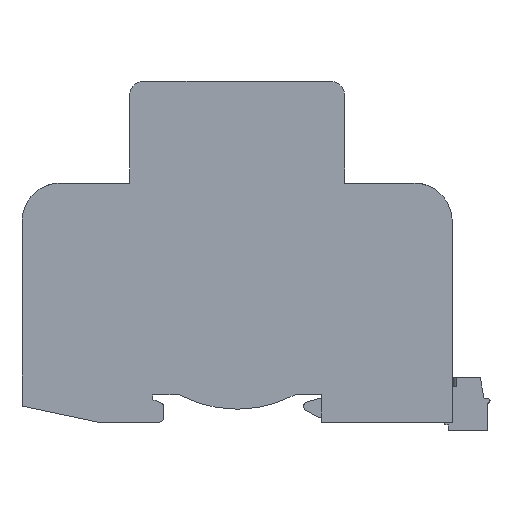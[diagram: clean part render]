
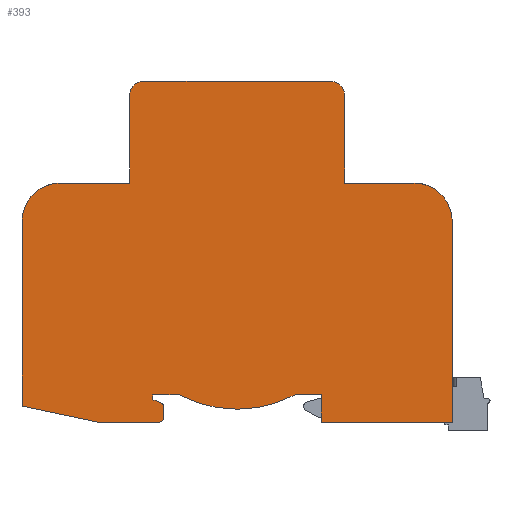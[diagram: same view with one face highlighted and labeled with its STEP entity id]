
A CAD part, left-side view. The second image highlights one B-rep face of the part: STEP entity #393.
In plain terms, the highlighted planar face has unit normal (-1, 0, 0).
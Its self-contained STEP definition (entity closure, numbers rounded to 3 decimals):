
#214=AXIS2_PLACEMENT_3D('Plane Axis2P3D',#211,#212,#213) ;
#225=AXIS2_PLACEMENT_3D('Circle Axis2P3D',#223,#224,$) ;
#246=AXIS2_PLACEMENT_3D('Circle Axis2P3D',#244,#245,$) ;
#260=AXIS2_PLACEMENT_3D('Circle Axis2P3D',#258,#259,$) ;
#281=AXIS2_PLACEMENT_3D('Circle Axis2P3D',#279,#280,$) ;
#309=AXIS2_PLACEMENT_3D('Circle Axis2P3D',#307,#308,$) ;
#323=AXIS2_PLACEMENT_3D('Circle Axis2P3D',#321,#322,$) ;
#351=AXIS2_PLACEMENT_3D('Circle Axis2P3D',#349,#350,$) ;
#36=CARTESIAN_POINT('Line Origine',(0.,7.9,22.8)) ;
#40=CARTESIAN_POINT('Vertex',(0.,7.9,1.8)) ;
#42=CARTESIAN_POINT('Vertex',(0.,7.9,43.8)) ;
#211=CARTESIAN_POINT('Axis2P3D Location',(0.,52.9,1.8)) ;
#216=CARTESIAN_POINT('Line Origine',(0.,21.575,1.8)) ;
#220=CARTESIAN_POINT('Vertex',(0.,35.25,1.8)) ;
#223=CARTESIAN_POINT('Axis2P3D Location',(0.,15.9,43.8)) ;
#227=CARTESIAN_POINT('Vertex',(0.,15.9,51.8)) ;
#230=CARTESIAN_POINT('Line Origine',(0.,23.15,51.8)) ;
#234=CARTESIAN_POINT('Vertex',(0.,30.4,51.8)) ;
#237=CARTESIAN_POINT('Line Origine',(0.,30.4,60.944)) ;
#241=CARTESIAN_POINT('Vertex',(0.,30.4,70.087)) ;
#244=CARTESIAN_POINT('Axis2P3D Location',(0.,33.4,70.087)) ;
#248=CARTESIAN_POINT('Vertex',(0.,33.4,73.087)) ;
#251=CARTESIAN_POINT('Line Origine',(0.,52.9,73.087)) ;
#255=CARTESIAN_POINT('Vertex',(0.,72.4,73.087)) ;
#258=CARTESIAN_POINT('Axis2P3D Location',(0.,72.4,70.087)) ;
#262=CARTESIAN_POINT('Vertex',(0.,75.4,70.087)) ;
#265=CARTESIAN_POINT('Line Origine',(0.,75.4,60.944)) ;
#269=CARTESIAN_POINT('Vertex',(0.,75.4,51.8)) ;
#272=CARTESIAN_POINT('Line Origine',(0.,82.65,51.8)) ;
#276=CARTESIAN_POINT('Vertex',(0.,89.9,51.8)) ;
#279=CARTESIAN_POINT('Axis2P3D Location',(0.,89.9,43.8)) ;
#283=CARTESIAN_POINT('Vertex',(0.,97.9,43.8)) ;
#286=CARTESIAN_POINT('Line Origine',(0.,97.9,24.469)) ;
#290=CARTESIAN_POINT('Vertex',(0.,97.9,5.137)) ;
#293=CARTESIAN_POINT('Line Origine',(0.,90.05,3.469)) ;
#297=CARTESIAN_POINT('Vertex',(0.,82.2,1.8)) ;
#300=CARTESIAN_POINT('Line Origine',(0.,75.725,1.8)) ;
#304=CARTESIAN_POINT('Vertex',(0.,69.25,1.8)) ;
#307=CARTESIAN_POINT('Axis2P3D Location',(0.,69.25,2.8)) ;
#311=CARTESIAN_POINT('Vertex',(0.,68.25,2.8)) ;
#314=CARTESIAN_POINT('Line Origine',(0.,68.25,3.859)) ;
#318=CARTESIAN_POINT('Vertex',(0.,68.25,4.917)) ;
#321=CARTESIAN_POINT('Axis2P3D Location',(0.,69.25,4.917)) ;
#325=CARTESIAN_POINT('Vertex',(0.,68.886,5.849)) ;
#328=CARTESIAN_POINT('Line Origine',(0.,69.718,6.174)) ;
#332=CARTESIAN_POINT('Vertex',(0.,70.55,6.5)) ;
#335=CARTESIAN_POINT('Line Origine',(0.,70.55,7.)) ;
#339=CARTESIAN_POINT('Vertex',(0.,70.55,7.5)) ;
#342=CARTESIAN_POINT('Line Origine',(0.,67.787,7.5)) ;
#346=CARTESIAN_POINT('Vertex',(0.,65.024,7.5)) ;
#349=CARTESIAN_POINT('Axis2P3D Location',(0.,52.9,30.5)) ;
#353=CARTESIAN_POINT('Vertex',(0.,40.776,7.5)) ;
#356=CARTESIAN_POINT('Line Origine',(0.,38.013,7.5)) ;
#360=CARTESIAN_POINT('Vertex',(0.,35.25,7.5)) ;
#363=CARTESIAN_POINT('Line Origine',(0.,35.25,4.65)) ;
#37=DIRECTION('Vector Direction',(0.,0.,1.)) ;
#212=DIRECTION('Axis2P3D Direction',(-1.,0.,0.)) ;
#213=DIRECTION('Axis2P3D XDirection',(0.,-1.,0.)) ;
#217=DIRECTION('Vector Direction',(0.,1.,0.)) ;
#224=DIRECTION('Axis2P3D Direction',(-1.,0.,0.)) ;
#231=DIRECTION('Vector Direction',(0.,1.,0.)) ;
#238=DIRECTION('Vector Direction',(0.,0.,1.)) ;
#245=DIRECTION('Axis2P3D Direction',(-1.,0.,0.)) ;
#252=DIRECTION('Vector Direction',(0.,1.,0.)) ;
#259=DIRECTION('Axis2P3D Direction',(-1.,0.,0.)) ;
#266=DIRECTION('Vector Direction',(0.,0.,1.)) ;
#273=DIRECTION('Vector Direction',(0.,1.,0.)) ;
#280=DIRECTION('Axis2P3D Direction',(-1.,0.,0.)) ;
#287=DIRECTION('Vector Direction',(0.,0.,-1.)) ;
#294=DIRECTION('Vector Direction',(0.,-0.978,-0.208)) ;
#301=DIRECTION('Vector Direction',(0.,1.,0.)) ;
#308=DIRECTION('Axis2P3D Direction',(-1.,0.,0.)) ;
#315=DIRECTION('Vector Direction',(0.,0.,-1.)) ;
#322=DIRECTION('Axis2P3D Direction',(-1.,0.,0.)) ;
#329=DIRECTION('Vector Direction',(0.,-0.931,-0.364)) ;
#336=DIRECTION('Vector Direction',(0.,0.,1.)) ;
#343=DIRECTION('Vector Direction',(0.,1.,0.)) ;
#350=DIRECTION('Axis2P3D Direction',(-1.,0.,0.)) ;
#357=DIRECTION('Vector Direction',(0.,1.,0.)) ;
#364=DIRECTION('Vector Direction',(0.,0.,-1.)) ;
#38=VECTOR('Line Direction',#37,1.) ;
#218=VECTOR('Line Direction',#217,1.) ;
#232=VECTOR('Line Direction',#231,1.) ;
#239=VECTOR('Line Direction',#238,1.) ;
#253=VECTOR('Line Direction',#252,1.) ;
#267=VECTOR('Line Direction',#266,1.) ;
#274=VECTOR('Line Direction',#273,1.) ;
#288=VECTOR('Line Direction',#287,1.) ;
#295=VECTOR('Line Direction',#294,1.) ;
#302=VECTOR('Line Direction',#301,1.) ;
#316=VECTOR('Line Direction',#315,1.) ;
#330=VECTOR('Line Direction',#329,1.) ;
#337=VECTOR('Line Direction',#336,1.) ;
#344=VECTOR('Line Direction',#343,1.) ;
#358=VECTOR('Line Direction',#357,1.) ;
#365=VECTOR('Line Direction',#364,1.) ;
#369=ORIENTED_EDGE('',*,*,#222,.T.) ;
#370=ORIENTED_EDGE('',*,*,#44,.T.) ;
#371=ORIENTED_EDGE('',*,*,#229,.T.) ;
#372=ORIENTED_EDGE('',*,*,#236,.T.) ;
#373=ORIENTED_EDGE('',*,*,#243,.T.) ;
#374=ORIENTED_EDGE('',*,*,#250,.T.) ;
#375=ORIENTED_EDGE('',*,*,#257,.T.) ;
#376=ORIENTED_EDGE('',*,*,#264,.T.) ;
#377=ORIENTED_EDGE('',*,*,#271,.F.) ;
#378=ORIENTED_EDGE('',*,*,#278,.T.) ;
#379=ORIENTED_EDGE('',*,*,#285,.F.) ;
#380=ORIENTED_EDGE('',*,*,#292,.T.) ;
#381=ORIENTED_EDGE('',*,*,#299,.T.) ;
#382=ORIENTED_EDGE('',*,*,#306,.F.) ;
#383=ORIENTED_EDGE('',*,*,#313,.T.) ;
#384=ORIENTED_EDGE('',*,*,#320,.T.) ;
#385=ORIENTED_EDGE('',*,*,#327,.T.) ;
#386=ORIENTED_EDGE('',*,*,#334,.F.) ;
#387=ORIENTED_EDGE('',*,*,#341,.T.) ;
#388=ORIENTED_EDGE('',*,*,#348,.T.) ;
#389=ORIENTED_EDGE('',*,*,#355,.T.) ;
#390=ORIENTED_EDGE('',*,*,#362,.T.) ;
#391=ORIENTED_EDGE('',*,*,#367,.T.) ;
#393=ADVANCED_FACE('\X2\00DC\X0\BERSPANNUNGSSCHUTZ',(#392),#215,.T.) ;
#226=CIRCLE('generated circle',#225,8.) ;
#247=CIRCLE('generated circle',#246,3.) ;
#261=CIRCLE('generated circle',#260,3.) ;
#282=CIRCLE('generated circle',#281,8.) ;
#310=CIRCLE('generated circle',#309,1.) ;
#324=CIRCLE('generated circle',#323,1.) ;
#352=CIRCLE('generated circle',#351,26.) ;
#44=EDGE_CURVE('',#41,#43,#39,.T.) ;
#222=EDGE_CURVE('',#221,#41,#219,.F.) ;
#229=EDGE_CURVE('',#43,#228,#226,.T.) ;
#236=EDGE_CURVE('',#228,#235,#233,.T.) ;
#243=EDGE_CURVE('',#235,#242,#240,.T.) ;
#250=EDGE_CURVE('',#242,#249,#247,.T.) ;
#257=EDGE_CURVE('',#249,#256,#254,.T.) ;
#264=EDGE_CURVE('',#256,#263,#261,.T.) ;
#271=EDGE_CURVE('',#270,#263,#268,.T.) ;
#278=EDGE_CURVE('',#270,#277,#275,.T.) ;
#285=EDGE_CURVE('',#284,#277,#282,.F.) ;
#292=EDGE_CURVE('',#284,#291,#289,.T.) ;
#299=EDGE_CURVE('',#291,#298,#296,.T.) ;
#306=EDGE_CURVE('',#305,#298,#303,.T.) ;
#313=EDGE_CURVE('',#305,#312,#310,.T.) ;
#320=EDGE_CURVE('',#312,#319,#317,.F.) ;
#327=EDGE_CURVE('',#319,#326,#324,.T.) ;
#334=EDGE_CURVE('',#333,#326,#331,.T.) ;
#341=EDGE_CURVE('',#333,#340,#338,.T.) ;
#348=EDGE_CURVE('',#340,#347,#345,.F.) ;
#355=EDGE_CURVE('',#347,#354,#352,.T.) ;
#362=EDGE_CURVE('',#354,#361,#359,.F.) ;
#367=EDGE_CURVE('',#361,#221,#366,.T.) ;
#368=EDGE_LOOP('',(#369,#370,#371,#372,#373,#374,#375,#376,#377,#378,#379,#380,#381,#382,#383,#384,#385,#386,#387,#388,#389,#390,#391)) ;
#392=FACE_OUTER_BOUND('',#368,.T.) ;
#39=LINE('Line',#36,#38) ;
#219=LINE('Line',#216,#218) ;
#233=LINE('Line',#230,#232) ;
#240=LINE('Line',#237,#239) ;
#254=LINE('Line',#251,#253) ;
#268=LINE('Line',#265,#267) ;
#275=LINE('Line',#272,#274) ;
#289=LINE('Line',#286,#288) ;
#296=LINE('Line',#293,#295) ;
#303=LINE('Line',#300,#302) ;
#317=LINE('Line',#314,#316) ;
#331=LINE('Line',#328,#330) ;
#338=LINE('Line',#335,#337) ;
#345=LINE('Line',#342,#344) ;
#359=LINE('Line',#356,#358) ;
#366=LINE('Line',#363,#365) ;
#215=PLANE('',#214) ;
#41=VERTEX_POINT('',#40) ;
#43=VERTEX_POINT('',#42) ;
#221=VERTEX_POINT('',#220) ;
#228=VERTEX_POINT('',#227) ;
#235=VERTEX_POINT('',#234) ;
#242=VERTEX_POINT('',#241) ;
#249=VERTEX_POINT('',#248) ;
#256=VERTEX_POINT('',#255) ;
#263=VERTEX_POINT('',#262) ;
#270=VERTEX_POINT('',#269) ;
#277=VERTEX_POINT('',#276) ;
#284=VERTEX_POINT('',#283) ;
#291=VERTEX_POINT('',#290) ;
#298=VERTEX_POINT('',#297) ;
#305=VERTEX_POINT('',#304) ;
#312=VERTEX_POINT('',#311) ;
#319=VERTEX_POINT('',#318) ;
#326=VERTEX_POINT('',#325) ;
#333=VERTEX_POINT('',#332) ;
#340=VERTEX_POINT('',#339) ;
#347=VERTEX_POINT('',#346) ;
#354=VERTEX_POINT('',#353) ;
#361=VERTEX_POINT('',#360) ;
